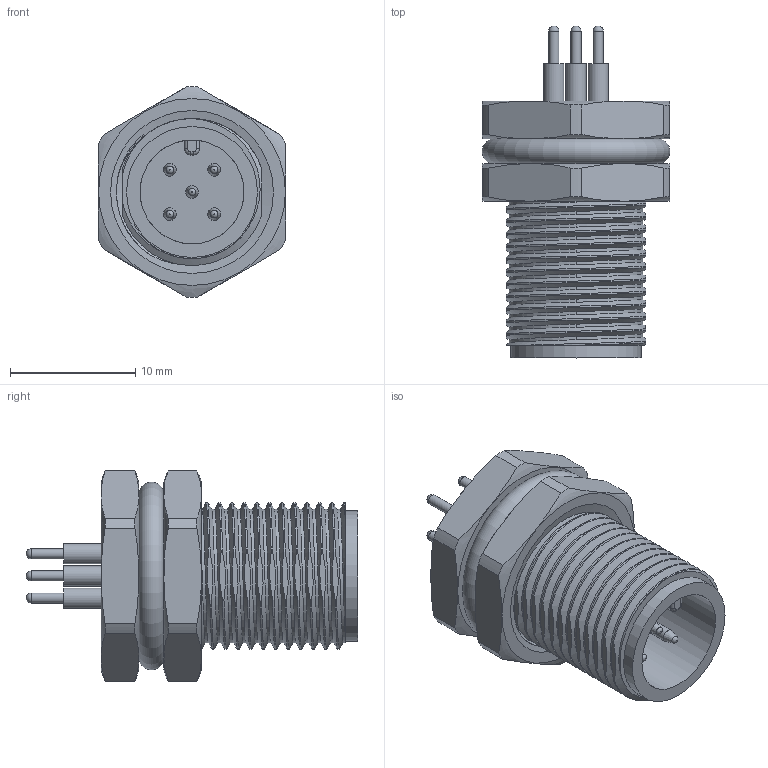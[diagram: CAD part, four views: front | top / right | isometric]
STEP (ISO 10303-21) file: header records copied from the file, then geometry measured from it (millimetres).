
FILE_DESCRIPTION(/* description */ ('Unknown'),/* implementation_level */ '2;1');
FILE_NAME(/* name */ '643250100305',/* time_stamp */ '2021-03-12T12:23:40+01:00',/* author */ ('Unknown'),/* organization */ ('Unknown'),/* preprocessor_version */ 'ST-DEVELOPER v16.7',/* originating_system */ 'DEX',/* authorisation */ $);
FILE_SCHEMA (('AUTOMOTIVE_DESIGN {1 0 10303 214 3 1 1}'));
Products named in the file (7): 6432501003xx; 6431501003xx_Housing; 643150100605_insulator; 6432501006xx_pin; 643xx01003xx_Seal_outer; 643xx01003xx_Nut; 6432501003xx_Glue
Assembly tree (10 placements, depth 2):
  6432501003xx
    6431501003xx_Housing
    643150100605_insulator
    6432501006xx_pin  x5
    643xx01003xx_Seal_outer
    643xx01003xx_Nut
    6432501003xx_Glue
Bounding box: 15 x 26.5 x 16.8 mm (x, y, z)
Volume: 2227.7 mm3; surface area: 5006.4 mm2
Topology: 10 solids, 20 shells, 400 faces, 933 edges, 618 vertices
Faces by surface type: cylinder 173, plane 151, cone 34, torus 33, sphere 5, bspline 4
Full cylindrical faces by diameter (mm): 0.8 x5, 1 x10, 1.3 x10, 1.4 x30, 1.5 x15, 1.6 x5, 1.7 x10, 8.3 x1, 9.44 x2, 9.45 x1, 10.2 x8, 10.45 x1, 10.6 x3, 10.607 x3, 10.65 x16
Entity records: 40755 total; most frequent: CARTESIAN_POINT 35671, DIRECTION 961, ORIENTED_EDGE 950, EDGE_CURVE 475, AXIS2_PLACEMENT_3D 408, FACE_BOUND 355, EDGE_LOOP 354, VERTEX_POINT 352
